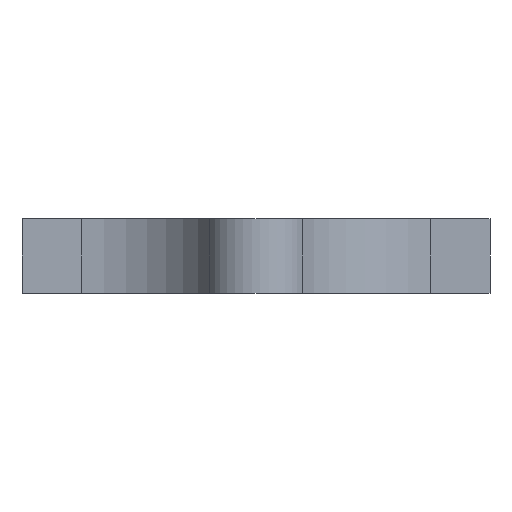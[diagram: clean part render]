
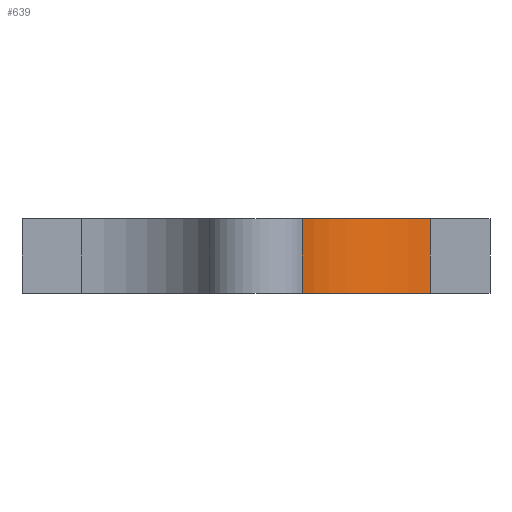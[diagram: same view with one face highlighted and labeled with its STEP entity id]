
A CAD part, front view. The second image highlights one B-rep face of the part: STEP entity #639.
In plain terms, the highlighted cylindrical face has radius 5.833 mm (diameter 11.667 mm), a partial arc.
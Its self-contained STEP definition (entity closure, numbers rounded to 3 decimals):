
#15=CYLINDRICAL_SURFACE('',#693,5.833);
#45=FACE_OUTER_BOUND('',#83,.T.);
#83=EDGE_LOOP('',(#491,#492,#493,#494));
#113=CIRCLE('',#678,5.833);
#119=CIRCLE('',#694,5.833);
#169=LINE('',#999,#243);
#172=LINE('',#1005,#246);
#243=VECTOR('',#803,10.);
#246=VECTOR('',#808,10.);
#279=VERTEX_POINT('',#904);
#280=VERTEX_POINT('',#906);
#317=VERTEX_POINT('',#998);
#319=VERTEX_POINT('',#1004);
#339=EDGE_CURVE('',#279,#280,#113,.T.);
#385=EDGE_CURVE('',#317,#280,#169,.T.);
#388=EDGE_CURVE('',#279,#319,#172,.T.);
#389=EDGE_CURVE('',#317,#319,#119,.T.);
#491=ORIENTED_EDGE('',*,*,#388,.T.);
#492=ORIENTED_EDGE('',*,*,#389,.F.);
#493=ORIENTED_EDGE('',*,*,#385,.T.);
#494=ORIENTED_EDGE('',*,*,#339,.F.);
#639=ADVANCED_FACE('',(#45),#15,.F.);
#678=AXIS2_PLACEMENT_3D('',#907,#733,#734);
#693=AXIS2_PLACEMENT_3D('',#1003,#806,#807);
#694=AXIS2_PLACEMENT_3D('',#1006,#809,#810);
#733=DIRECTION('center_axis',(0.,0.,
-1.));
#734=DIRECTION('ref_axis',(0.,1.,0.));
#803=DIRECTION('',(0.,0.,1.));
#806=DIRECTION('center_axis',(0.,0.,
-1.));
#807=DIRECTION('ref_axis',(0.,1.,0.));
#808=DIRECTION('',(0.,0.,-1.));
#809=DIRECTION('center_axis',(0.,0.,
1.));
#810=DIRECTION('ref_axis',(0.,1.,0.));
#904=CARTESIAN_POINT('',(90.753,3.512,5.));
#906=CARTESIAN_POINT('',(95.9,6.6,5.));
#907=CARTESIAN_POINT('Origin',(95.9,0.767,5.));
#998=CARTESIAN_POINT('',(95.9,6.6,2.));
#999=CARTESIAN_POINT('',(95.9,6.6,4.));
#1003=CARTESIAN_POINT('Origin',(95.9,0.767,5.));
#1004=CARTESIAN_POINT('',(90.753,3.512,2.));
#1005=CARTESIAN_POINT('',(90.753,3.512,5.));
#1006=CARTESIAN_POINT('Origin',(95.9,0.767,2.));
